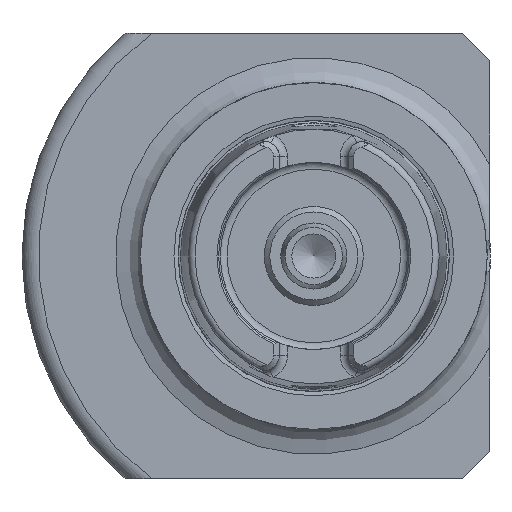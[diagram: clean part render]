
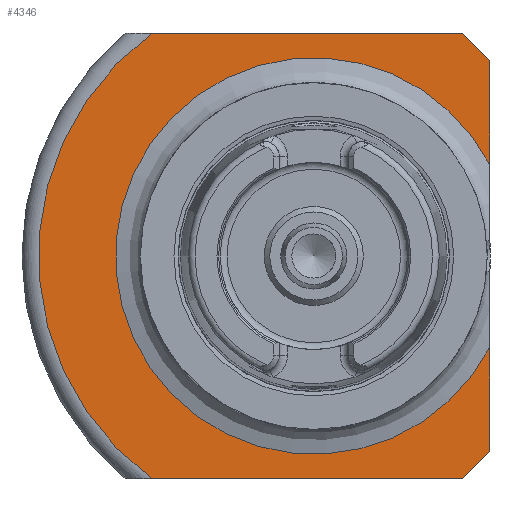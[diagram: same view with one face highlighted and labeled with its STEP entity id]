
A CAD part, left-side view. The second image highlights one B-rep face of the part: STEP entity #4346.
In plain terms, the highlighted planar face has unit normal (-1, 0, 0).
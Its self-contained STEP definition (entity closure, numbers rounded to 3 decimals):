
#1264=CARTESIAN_POINT('',(40.,-27.,40.5));
#1265=VERTEX_POINT('',#1264);
#1272=CARTESIAN_POINT('',(40.,-32.,35.5));
#1273=VERTEX_POINT('',#1272);
#1274=CARTESIAN_POINT('',(40.,-32.,35.5));
#1275=DIRECTION('',(0.,0.707,0.707));
#1276=VECTOR('',#1275,7.071);
#1277=LINE('',#1274,#1276);
#1278=EDGE_CURVE('',#1273,#1265,#1277,.T.);
#1362=CARTESIAN_POINT('',(40.,29.321,40.5));
#1363=VERTEX_POINT('',#1362);
#1379=CARTESIAN_POINT('',(40.,-27.,40.5));
#1380=DIRECTION('',(0.0,1.0,0.0));
#1381=VECTOR('',#1380,56.321);
#1382=LINE('',#1379,#1381);
#1383=EDGE_CURVE('',#1265,#1363,#1382,.T.);
#1997=CARTESIAN_POINT('',(40.,-32.,16.492));
#1998=VERTEX_POINT('',#1997);
#2012=CARTESIAN_POINT('',(40.,-32.,-16.492));
#2013=VERTEX_POINT('',#2012);
#2014=CARTESIAN_POINT('',(40.,0.,0.0));
#2015=DIRECTION('',(1.0,0.0,0.0));
#2016=DIRECTION('',(0.0,1.0,0.0));
#2017=AXIS2_PLACEMENT_3D('',#2014,#2015,#2016);
#2018=CIRCLE('',#2017,36.);
#2019=EDGE_CURVE('',#2013,#1998,#2018,.T.);
#2575=CARTESIAN_POINT('',(40.,-27.,-40.5));
#2576=VERTEX_POINT('',#2575);
#2583=CARTESIAN_POINT('',(40.,29.321,-40.5));
#2584=VERTEX_POINT('',#2583);
#2585=CARTESIAN_POINT('',(40.,29.321,-40.5));
#2586=DIRECTION('',(0.0,-1.0,0.0));
#2587=VECTOR('',#2586,56.321);
#2588=LINE('',#2585,#2587);
#2589=EDGE_CURVE('',#2584,#2576,#2588,.T.);
#2646=CARTESIAN_POINT('',(40.,-32.,-35.5));
#2647=VERTEX_POINT('',#2646);
#2654=CARTESIAN_POINT('',(40.,-27.,-40.5));
#2655=DIRECTION('',(0.,-0.707,0.707));
#2656=VECTOR('',#2655,7.071);
#2657=LINE('',#2654,#2656);
#2658=EDGE_CURVE('',#2576,#2647,#2657,.T.);
#2671=CARTESIAN_POINT('',(40.,-32.,16.492));
#2672=DIRECTION('',(0.0,0.0,1.0));
#2673=VECTOR('',#2672,19.008);
#2674=LINE('',#2671,#2673);
#2675=EDGE_CURVE('',#1998,#1273,#2674,.T.);
#2680=CARTESIAN_POINT('',(40.,-32.,-35.5));
#2681=DIRECTION('',(0.0,0.0,1.0));
#2682=VECTOR('',#2681,19.008);
#2683=LINE('',#2680,#2682);
#2684=EDGE_CURVE('',#2647,#2013,#2683,.T.);
#4325=CARTESIAN_POINT('',(40.,45.25,0.0));
#4326=DIRECTION('',(-1.0,0.0,0.0));
#4327=DIRECTION('',(0.0,0.0,1.0));
#4328=AXIS2_PLACEMENT_3D('',#4325,#4326,#4327);
#4329=PLANE('',#4328);
#4330=ORIENTED_EDGE('',*,*,#1383,.T.);
#4331=CARTESIAN_POINT('',(40.,0.,0.0));
#4332=DIRECTION('',(1.0,0.0,0.0));
#4333=DIRECTION('',(0.0,1.0,0.0));
#4334=AXIS2_PLACEMENT_3D('',#4331,#4332,#4333);
#4335=CIRCLE('',#4334,50.);
#4336=EDGE_CURVE('',#2584,#1363,#4335,.T.);
#4337=ORIENTED_EDGE('',*,*,#4336,.F.);
#4338=ORIENTED_EDGE('',*,*,#2589,.T.);
#4339=ORIENTED_EDGE('',*,*,#2658,.T.);
#4340=ORIENTED_EDGE('',*,*,#2684,.T.);
#4341=ORIENTED_EDGE('',*,*,#2019,.T.);
#4342=ORIENTED_EDGE('',*,*,#2675,.T.);
#4343=ORIENTED_EDGE('',*,*,#1278,.T.);
#4344=EDGE_LOOP('',(#4330,#4337,#4338,#4339,#4340,#4341,#4342,#4343));
#4345=FACE_OUTER_BOUND('',#4344,.T.);
#4346=ADVANCED_FACE('',(#4345),#4329,.T.);
